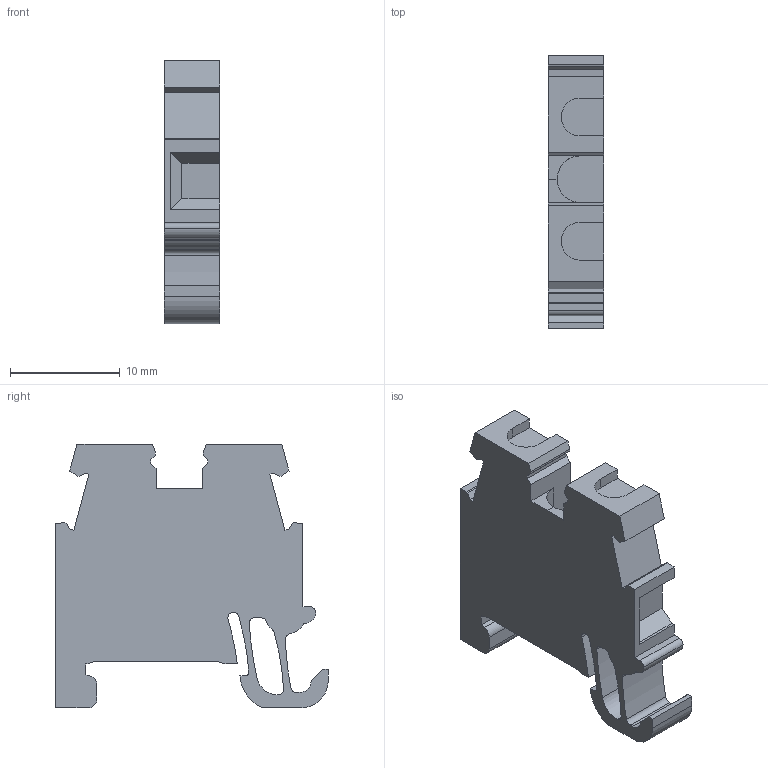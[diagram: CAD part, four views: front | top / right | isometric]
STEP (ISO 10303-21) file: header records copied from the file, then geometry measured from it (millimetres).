
FILE_DESCRIPTION(('CATIA V5R20 STEP214'),'2;1');
FILE_NAME ('5869835_3', '2014-07-04T07:35:26+00:00', ('Weidmueller Interface'), ('Weidmueller'), 'CATIA Version 5 Release 20 SP 5 (IN-10)', 'CATIA V5 STEP AP214', 'none');
FILE_SCHEMA(('AUTOMOTIVE_DESIGN { 1 0 10303 214 1 1 1 1 }'));
Length unit declared in the file: millimetre
Products named in the file (1): AKZ_1_5_S3D
Bounding box: 5.05 x 24.8 x 24 mm (x, y, z)
Volume: 1911.8 mm3; surface area: 1683.1 mm2
Topology: 1 solids, 1 shells, 112 faces, 320 edges, 212 vertices
Faces by surface type: plane 79, cylinder 33
Entity records: 3555 total; most frequent: ORIENTED_EDGE 640, CARTESIAN_POINT 636, DIRECTION 526, EDGE_CURVE 320, VECTOR 253, LINE 253, VERTEX_POINT 212, AXIS2_PLACEMENT_3D 171
